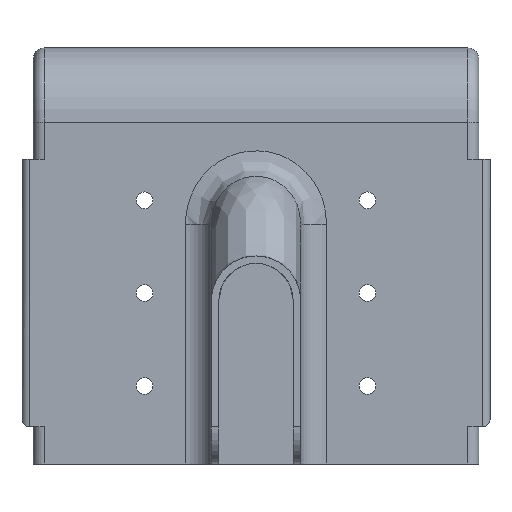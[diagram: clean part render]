
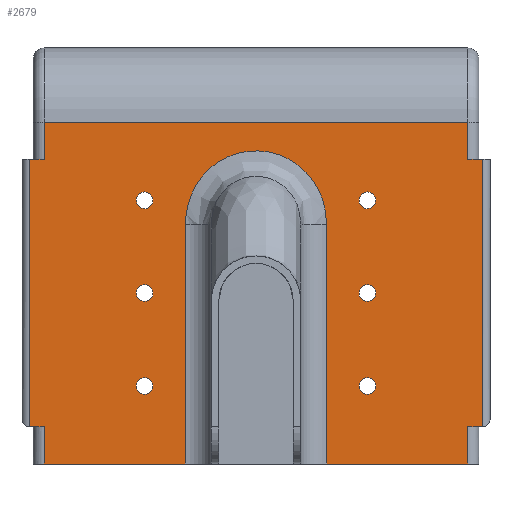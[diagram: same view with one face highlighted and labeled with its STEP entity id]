
A CAD part, front view. The second image highlights one B-rep face of the part: STEP entity #2679.
In plain terms, the highlighted planar face has unit normal (0, -1, 0).
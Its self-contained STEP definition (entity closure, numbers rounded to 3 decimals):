
#32=FACE_BOUND('',#382,.T.);
#33=FACE_BOUND('',#383,.T.);
#34=FACE_BOUND('',#384,.T.);
#35=FACE_BOUND('',#385,.T.);
#36=FACE_BOUND('',#386,.T.);
#37=FACE_BOUND('',#387,.T.);
#70=B_SPLINE_CURVE_WITH_KNOTS('',3,(#4504,#4505,#4506,#4507,#4508,#4509,
#4510,#4511,#4512,#4513),.UNSPECIFIED.,.F.,.F.,(4,1,1,1,1,1,1,4),(-6.132,
-5.256,-4.38,-3.504,-2.628,
-1.752,-0.876,0.),.UNSPECIFIED.);
#131=PLANE('',#2944);
#225=FACE_OUTER_BOUND('',#381,.T.);
#381=EDGE_LOOP('',(#2127,#2128,#2129,#2130,#2131,#2132,#2133,#2134,#2135,
#2136,#2137,#2138,#2139,#2140,#2141,#2142));
#382=EDGE_LOOP('',(#2143));
#383=EDGE_LOOP('',(#2144));
#384=EDGE_LOOP('',(#2145));
#385=EDGE_LOOP('',(#2146));
#386=EDGE_LOOP('',(#2147));
#387=EDGE_LOOP('',(#2148));
#496=LINE('',#3952,#700);
#506=LINE('',#4006,#710);
#513=LINE('',#4034,#717);
#528=LINE('',#4146,#732);
#566=LINE('',#4327,#770);
#610=LINE('',#4448,#814);
#613=LINE('',#4459,#817);
#614=LINE('',#4462,#818);
#622=LINE('',#4496,#826);
#623=LINE('',#4498,#827);
#624=LINE('',#4499,#828);
#625=LINE('',#4500,#829);
#626=LINE('',#4502,#830);
#627=LINE('',#4514,#831);
#628=LINE('',#4515,#832);
#700=VECTOR('',#3129,10.);
#710=VECTOR('',#3181,10.);
#717=VECTOR('',#3202,10.);
#732=VECTOR('',#3265,10.);
#770=VECTOR('',#3395,10.);
#814=VECTOR('',#3507,10.);
#817=VECTOR('',#3522,10.);
#818=VECTOR('',#3525,10.);
#826=VECTOR('',#3563,10.);
#827=VECTOR('',#3566,10.);
#828=VECTOR('',#3567,10.);
#829=VECTOR('',#3568,10.);
#830=VECTOR('',#3569,10.);
#831=VECTOR('',#3570,10.);
#832=VECTOR('',#3571,10.);
#988=CIRCLE('',#2945,2.25);
#989=CIRCLE('',#2946,2.25);
#990=CIRCLE('',#2947,2.25);
#991=CIRCLE('',#2948,2.25);
#992=CIRCLE('',#2949,2.25);
#993=CIRCLE('',#2950,2.25);
#1074=VERTEX_POINT('',#3946);
#1075=VERTEX_POINT('',#3951);
#1093=VERTEX_POINT('',#4003);
#1094=VERTEX_POINT('',#4005);
#1103=VERTEX_POINT('',#4031);
#1104=VERTEX_POINT('',#4033);
#1133=VERTEX_POINT('',#4145);
#1177=VERTEX_POINT('',#4324);
#1178=VERTEX_POINT('',#4326);
#1220=VERTEX_POINT('',#4445);
#1221=VERTEX_POINT('',#4447);
#1223=VERTEX_POINT('',#4455);
#1224=VERTEX_POINT('',#4461);
#1235=VERTEX_POINT('',#4494);
#1236=VERTEX_POINT('',#4501);
#1237=VERTEX_POINT('',#4503);
#1238=VERTEX_POINT('',#4516);
#1239=VERTEX_POINT('',#4518);
#1240=VERTEX_POINT('',#4520);
#1241=VERTEX_POINT('',#4522);
#1242=VERTEX_POINT('',#4524);
#1243=VERTEX_POINT('',#4526);
#1339=EDGE_CURVE('',#1075,#1074,#496,.T.);
#1364=EDGE_CURVE('',#1093,#1094,#506,.T.);
#1376=EDGE_CURVE('',#1103,#1104,#513,.T.);
#1413=EDGE_CURVE('',#1104,#1133,#528,.T.);
#1482=EDGE_CURVE('',#1178,#1177,#566,.T.);
#1544=EDGE_CURVE('',#1220,#1221,#610,.T.);
#1550=EDGE_CURVE('',#1221,#1223,#613,.T.);
#1551=EDGE_CURVE('',#1224,#1177,#614,.T.);
#1569=EDGE_CURVE('',#1235,#1093,#622,.T.);
#1570=EDGE_CURVE('',#1074,#1220,#623,.T.);
#1571=EDGE_CURVE('',#1178,#1075,#624,.T.);
#1572=EDGE_CURVE('',#1133,#1224,#625,.T.);
#1573=EDGE_CURVE('',#1236,#1103,#626,.T.);
#1574=EDGE_CURVE('',#1237,#1236,#70,.T.);
#1575=EDGE_CURVE('',#1094,#1237,#627,.T.);
#1576=EDGE_CURVE('',#1235,#1223,#628,.T.);
#1577=EDGE_CURVE('',#1238,#1238,#988,.T.);
#1578=EDGE_CURVE('',#1239,#1239,#989,.T.);
#1579=EDGE_CURVE('',#1240,#1240,#990,.T.);
#1580=EDGE_CURVE('',#1241,#1241,#991,.T.);
#1581=EDGE_CURVE('',#1242,#1242,#992,.T.);
#1582=EDGE_CURVE('',#1243,#1243,#993,.T.);
#2127=ORIENTED_EDGE('',*,*,#1550,.F.);
#2128=ORIENTED_EDGE('',*,*,#1544,.F.);
#2129=ORIENTED_EDGE('',*,*,#1570,.F.);
#2130=ORIENTED_EDGE('',*,*,#1339,.F.);
#2131=ORIENTED_EDGE('',*,*,#1571,.F.);
#2132=ORIENTED_EDGE('',*,*,#1482,.T.);
#2133=ORIENTED_EDGE('',*,*,#1551,.F.);
#2134=ORIENTED_EDGE('',*,*,#1572,.F.);
#2135=ORIENTED_EDGE('',*,*,#1413,.F.);
#2136=ORIENTED_EDGE('',*,*,#1376,.F.);
#2137=ORIENTED_EDGE('',*,*,#1573,.F.);
#2138=ORIENTED_EDGE('',*,*,#1574,.F.);
#2139=ORIENTED_EDGE('',*,*,#1575,.F.);
#2140=ORIENTED_EDGE('',*,*,#1364,.F.);
#2141=ORIENTED_EDGE('',*,*,#1569,.F.);
#2142=ORIENTED_EDGE('',*,*,#1576,.T.);
#2143=ORIENTED_EDGE('',*,*,#1577,.T.);
#2144=ORIENTED_EDGE('',*,*,#1578,.T.);
#2145=ORIENTED_EDGE('',*,*,#1579,.T.);
#2146=ORIENTED_EDGE('',*,*,#1580,.T.);
#2147=ORIENTED_EDGE('',*,*,#1581,.T.);
#2148=ORIENTED_EDGE('',*,*,#1582,.T.);
#2679=ADVANCED_FACE('',(#225,#32,#33,#34,#35,#36,#37),#131,.T.);
#2944=AXIS2_PLACEMENT_3D('',#4497,#3564,#3565);
#2945=AXIS2_PLACEMENT_3D('',#4517,#3572,#3573);
#2946=AXIS2_PLACEMENT_3D('',#4519,#3574,#3575);
#2947=AXIS2_PLACEMENT_3D('',#4521,#3576,#3577);
#2948=AXIS2_PLACEMENT_3D('',#4523,#3578,#3579);
#2949=AXIS2_PLACEMENT_3D('',#4525,#3580,#3581);
#2950=AXIS2_PLACEMENT_3D('',#4527,#3582,#3583);
#3129=DIRECTION('',(1.,0.,0.));
#3181=DIRECTION('',(-1.,0.,0.));
#3202=DIRECTION('',(-1.,0.,0.));
#3265=DIRECTION('',(0.,0.,1.));
#3395=DIRECTION('',(-1.,0.,0.));
#3507=DIRECTION('',(1.,0.,0.));
#3522=DIRECTION('',(0.,0.,-1.));
#3525=DIRECTION('',(0.,0.,1.));
#3563=DIRECTION('',(0.,0.,-1.));
#3564=DIRECTION('center_axis',(0.,-1.,0.));
#3565=DIRECTION('ref_axis',(1.,0.,0.));
#3566=DIRECTION('',(0.,0.,-1.));
#3567=DIRECTION('',(0.,0.,1.));
#3568=DIRECTION('',(-1.,0.,0.));
#3569=DIRECTION('',(0.,0.,-1.));
#3570=DIRECTION('',(0.,0.,1.));
#3571=DIRECTION('',(1.,0.,0.));
#3572=DIRECTION('center_axis',(0.,1.,0.));
#3573=DIRECTION('ref_axis',(0.,0.,-1.));
#3574=DIRECTION('center_axis',(0.,1.,0.));
#3575=DIRECTION('ref_axis',(0.,0.,-1.));
#3576=DIRECTION('center_axis',(0.,1.,0.));
#3577=DIRECTION('ref_axis',(0.,0.,-1.));
#3578=DIRECTION('center_axis',(0.,1.,0.));
#3579=DIRECTION('ref_axis',(0.,0.,-1.));
#3580=DIRECTION('center_axis',(0.,1.,0.));
#3581=DIRECTION('ref_axis',(0.,0.,-1.));
#3582=DIRECTION('center_axis',(0.,1.,0.));
#3583=DIRECTION('ref_axis',(0.,0.,-1.));
#3946=CARTESIAN_POINT('',(57.,-58.5,92.));
#3951=CARTESIAN_POINT('',(-57.,-58.5,92.));
#3952=CARTESIAN_POINT('',(60.,-58.5,92.));
#4003=CARTESIAN_POINT('',(57.,-58.5,0.));
#4005=CARTESIAN_POINT('',(19.,-58.5,0.));
#4006=CARTESIAN_POINT('',(60.,-58.5,0.));
#4031=CARTESIAN_POINT('',(-19.,-58.5,0.));
#4033=CARTESIAN_POINT('',(-57.,-58.5,0.));
#4034=CARTESIAN_POINT('',(60.,-58.5,0.));
#4145=CARTESIAN_POINT('',(-57.,-58.5,10.));
#4146=CARTESIAN_POINT('',(-57.,-58.5,0.));
#4324=CARTESIAN_POINT('',(-61.,-58.5,82.));
#4326=CARTESIAN_POINT('',(-57.,-58.5,82.));
#4327=CARTESIAN_POINT('',(-60.,-58.5,82.));
#4445=CARTESIAN_POINT('',(57.,-58.5,82.));
#4447=CARTESIAN_POINT('',(61.,-58.5,82.));
#4448=CARTESIAN_POINT('',(60.,-58.5,82.));
#4455=CARTESIAN_POINT('',(61.,-58.5,10.));
#4459=CARTESIAN_POINT('',(61.,-58.5,23.));
#4461=CARTESIAN_POINT('',(-61.,-58.5,10.));
#4462=CARTESIAN_POINT('',(-61.,-58.5,23.));
#4494=CARTESIAN_POINT('',(57.,-58.5,10.));
#4496=CARTESIAN_POINT('',(57.,-58.5,0.));
#4497=CARTESIAN_POINT('Origin',(-60.,-58.5,0.));
#4498=CARTESIAN_POINT('',(57.,-58.5,0.));
#4499=CARTESIAN_POINT('',(-57.,-58.5,0.));
#4500=CARTESIAN_POINT('',(-60.,-58.5,10.));
#4501=CARTESIAN_POINT('',(-19.,-58.5,64.385));
#4502=CARTESIAN_POINT('',(-19.,-58.5,16.502));
#4503=CARTESIAN_POINT('',(19.,-58.5,64.385));
#4504=CARTESIAN_POINT('Ctrl Pts',(19.,-58.5,64.385));
#4505=CARTESIAN_POINT('Ctrl Pts',(19.,-58.5,67.305));
#4506=CARTESIAN_POINT('Ctrl Pts',(17.877,-58.5,73.167));
#4507=CARTESIAN_POINT('Ctrl Pts',(12.533,-58.5,80.407));
#4508=CARTESIAN_POINT('Ctrl Pts',(4.504,-58.5,84.481));
#4509=CARTESIAN_POINT('Ctrl Pts',(-4.504,-58.5,84.486));
#4510=CARTESIAN_POINT('Ctrl Pts',(-12.531,-58.5,80.405));
#4511=CARTESIAN_POINT('Ctrl Pts',(-17.877,-58.5,73.169));
#4512=CARTESIAN_POINT('Ctrl Pts',(-19.,-58.5,67.305));
#4513=CARTESIAN_POINT('Ctrl Pts',(-19.,-58.5,64.385));
#4514=CARTESIAN_POINT('',(19.,-58.5,16.502));
#4515=CARTESIAN_POINT('',(60.,-58.5,10.));
#4516=CARTESIAN_POINT('',(30.,-58.5,23.25));
#4517=CARTESIAN_POINT('Origin',(30.,-58.5,21.));
#4518=CARTESIAN_POINT('',(-30.,-58.5,23.25));
#4519=CARTESIAN_POINT('Origin',(-30.,-58.5,21.));
#4520=CARTESIAN_POINT('',(-30.,-58.5,73.25));
#4521=CARTESIAN_POINT('Origin',(-30.,-58.5,71.));
#4522=CARTESIAN_POINT('',(30.,-58.5,73.25));
#4523=CARTESIAN_POINT('Origin',(30.,-58.5,71.));
#4524=CARTESIAN_POINT('',(-30.,-58.5,48.25));
#4525=CARTESIAN_POINT('Origin',(-30.,-58.5,46.));
#4526=CARTESIAN_POINT('',(30.,-58.5,48.25));
#4527=CARTESIAN_POINT('Origin',(30.,-58.5,46.));
